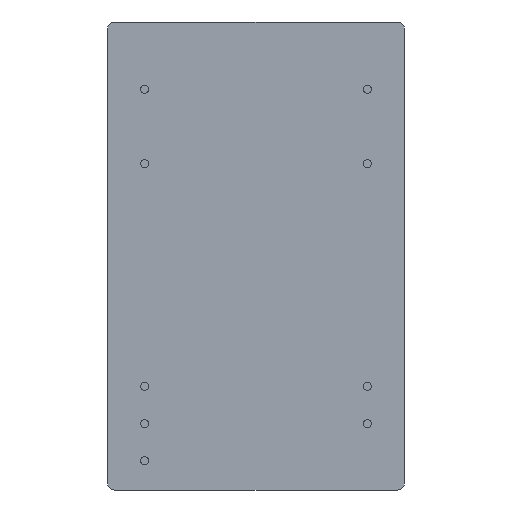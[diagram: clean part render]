
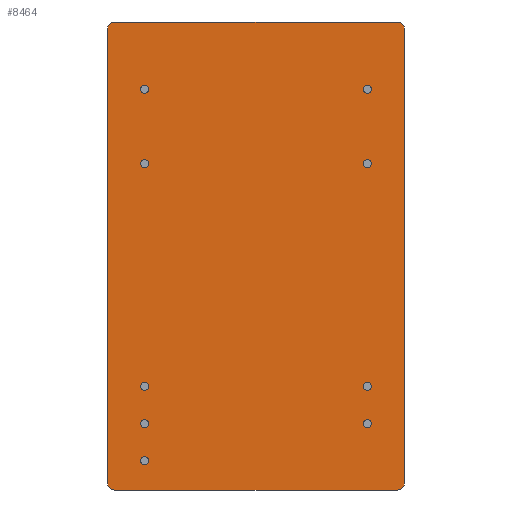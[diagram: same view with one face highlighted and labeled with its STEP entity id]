
A CAD part, front view. The second image highlights one B-rep face of the part: STEP entity #8464.
In plain terms, the highlighted planar face has unit normal (0, -1, 0).
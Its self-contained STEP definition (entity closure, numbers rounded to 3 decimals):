
#816=PLANE('',#9011);
#1050=FACE_OUTER_BOUND('',#1545,.T.);
#1545=EDGE_LOOP('',(#5874,#5875,#5876,#5877,#5878,#5879,#5880,#5881));
#2071=LINE('',#10781,#2842);
#2077=LINE('',#10801,#2848);
#2080=LINE('',#10809,#2851);
#2082=LINE('',#10815,#2853);
#2842=VECTOR('',#9342,10.);
#2848=VECTOR('',#9362,10.);
#2851=VECTOR('',#9371,10.);
#2853=VECTOR('',#9379,10.);
#3610=CIRCLE('',#8996,0.5);
#3614=CIRCLE('',#9003,0.5);
#3615=CIRCLE('',#9006,0.5);
#3616=CIRCLE('',#9009,0.5);
#3677=VERTEX_POINT('',#10771);
#3678=VERTEX_POINT('',#10773);
#3680=VERTEX_POINT('',#10779);
#3686=VERTEX_POINT('',#10795);
#3687=VERTEX_POINT('',#10799);
#3688=VERTEX_POINT('',#10803);
#3689=VERTEX_POINT('',#10807);
#3690=VERTEX_POINT('',#10811);
#4539=EDGE_CURVE('',#3677,#3678,#3610,.T.);
#4543=EDGE_CURVE('',#3680,#3677,#2071,.T.);
#4551=EDGE_CURVE('',#3686,#3680,#3614,.T.);
#4553=EDGE_CURVE('',#3687,#3686,#2077,.T.);
#4555=EDGE_CURVE('',#3688,#3687,#3615,.T.);
#4557=EDGE_CURVE('',#3689,#3688,#2080,.T.);
#4559=EDGE_CURVE('',#3690,#3689,#3616,.T.);
#4560=EDGE_CURVE('',#3678,#3690,#2082,.T.);
#5874=ORIENTED_EDGE('',*,*,#4539,.F.);
#5875=ORIENTED_EDGE('',*,*,#4543,.F.);
#5876=ORIENTED_EDGE('',*,*,#4551,.F.);
#5877=ORIENTED_EDGE('',*,*,#4553,.F.);
#5878=ORIENTED_EDGE('',*,*,#4555,.F.);
#5879=ORIENTED_EDGE('',*,*,#4557,.F.);
#5880=ORIENTED_EDGE('',*,*,#4559,.F.);
#5881=ORIENTED_EDGE('',*,*,#4560,.F.);
#8464=ADVANCED_FACE('',(#1050),#816,.F.);
#8996=AXIS2_PLACEMENT_3D('',#10774,#9335,#9336);
#9003=AXIS2_PLACEMENT_3D('',#10797,#9357,#9358);
#9006=AXIS2_PLACEMENT_3D('',#10805,#9366,#9367);
#9009=AXIS2_PLACEMENT_3D('',#10813,#9375,#9376);
#9011=AXIS2_PLACEMENT_3D('',#10816,#9380,#9381);
#9335=DIRECTION('center_axis',(0.,1.,0.));
#9336=DIRECTION('ref_axis',(-0.707,0.,0.707));
#9342=DIRECTION('',(0.,0.,1.));
#9357=DIRECTION('center_axis',(0.,1.,0.));
#9358=DIRECTION('ref_axis',(-0.707,0.,-0.707));
#9362=DIRECTION('',(-1.,0.,0.));
#9366=DIRECTION('center_axis',(0.,1.,0.));
#9367=DIRECTION('ref_axis',(0.707,0.,-0.707));
#9371=DIRECTION('',(0.,0.,-1.));
#9375=DIRECTION('center_axis',(0.,1.,0.));
#9376=DIRECTION('ref_axis',(0.707,0.,0.707));
#9379=DIRECTION('',(1.,0.,0.));
#9380=DIRECTION('center_axis',(0.,1.,0.));
#9381=DIRECTION('ref_axis',(1.,0.,0.));
#10771=CARTESIAN_POINT('',(-10.15,0.,15.5));
#10773=CARTESIAN_POINT('',(-9.65,0.,16.));
#10774=CARTESIAN_POINT('Origin',(-9.65,0.,15.5));
#10779=CARTESIAN_POINT('',(-10.15,0.,-15.5));
#10781=CARTESIAN_POINT('',(-10.15,0.,-16.));
#10795=CARTESIAN_POINT('',(-9.65,0.,-16.));
#10797=CARTESIAN_POINT('Origin',(-9.65,0.,-15.5));
#10799=CARTESIAN_POINT('',(9.65,0.,-16.));
#10801=CARTESIAN_POINT('',(10.15,0.,-16.));
#10803=CARTESIAN_POINT('',(10.15,0.,-15.5));
#10805=CARTESIAN_POINT('Origin',(9.65,0.,-15.5));
#10807=CARTESIAN_POINT('',(10.15,0.,15.5));
#10809=CARTESIAN_POINT('',(10.15,0.,16.));
#10811=CARTESIAN_POINT('',(9.65,0.,16.));
#10813=CARTESIAN_POINT('Origin',(9.65,0.,15.5));
#10815=CARTESIAN_POINT('',(-10.15,0.,16.));
#10816=CARTESIAN_POINT('Origin',(0.,0.,0.));
